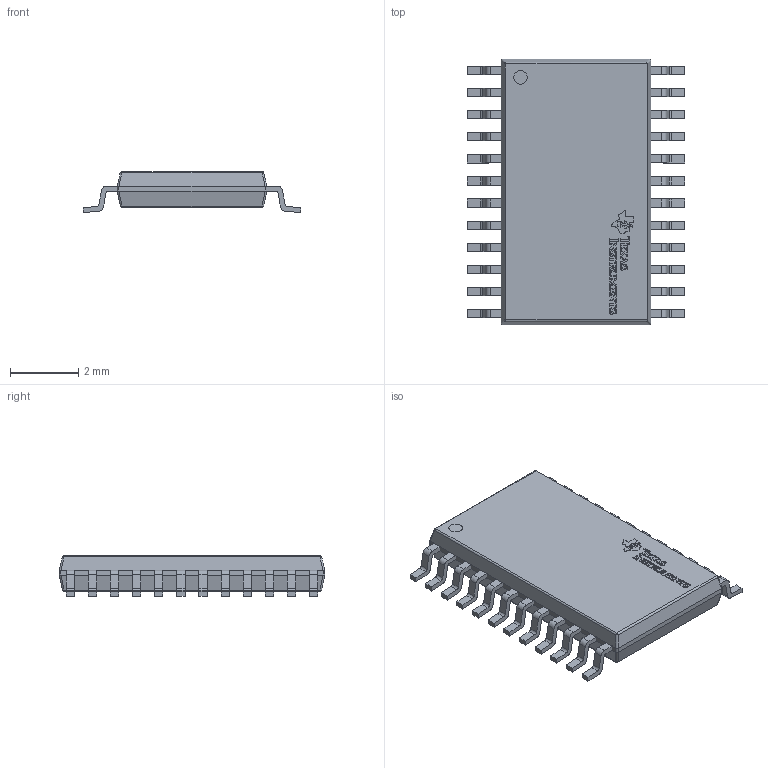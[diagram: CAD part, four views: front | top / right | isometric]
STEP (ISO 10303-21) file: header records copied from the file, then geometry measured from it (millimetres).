
FILE_DESCRIPTION(/* description */ (''),/* implementation_level */ '2;1');
FILE_NAME(/* name */ 'Tssop24.stp',/* time_stamp */ '2019-08-17T14:42:49+02:00',/* author */ ('khaled'),/* organization */ (''),/* preprocessor_version */ 'ST-DEVELOPER v17.2',/* originating_system */ 'Autodesk Inventor 2019',/* authorisation */ '');
FILE_SCHEMA (('AUTOMOTIVE_DESIGN { 1 0 10303 214 3 1 1 }'));
Length unit declared in the file: millimetre
Products named in the file (6): max_Tsop16; IC_BODY; circle; IC_LEG; IC_LEG_MIR6; Texas Instruments
Assembly tree (27 placements, depth 2):
  max_Tsop16
    IC_BODY
    circle
    IC_LEG  x12
    IC_LEG_MIR6  x12
    Texas Instruments
Bounding box: 6.4 x 7.8 x 1.2 mm (x, y, z)
Volume: 36.3 mm3; surface area: 121 mm2
Topology: 44 solids, 44 shells, 798 faces, 2112 edges, 1402 vertices
Faces by surface type: plane 510, bspline 166, cylinder 116, sphere 6
Full cylindrical faces by diameter (mm): 0.4 x1
Entity records: 16632 total; most frequent: CARTESIAN_POINT 4987, ORIENTED_EDGE 2640, DIRECTION 1782, EDGE_CURVE 1320, LINE 924, VECTOR 924, VERTEX_POINT 874, EDGE_LOOP 494
